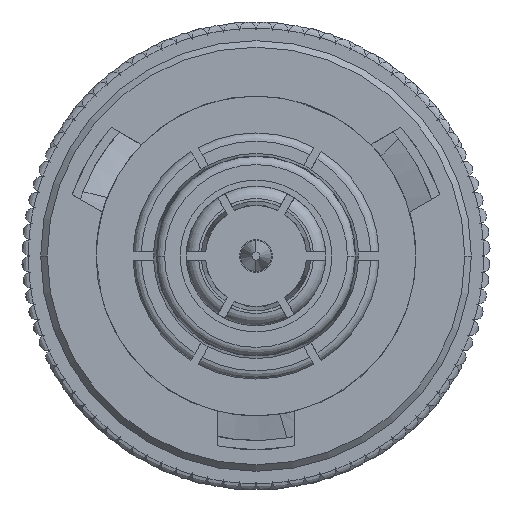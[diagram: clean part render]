
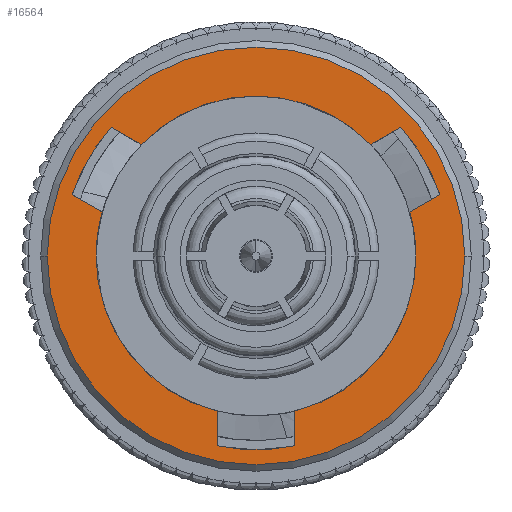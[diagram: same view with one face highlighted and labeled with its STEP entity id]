
A CAD part, left-side view. The second image highlights one B-rep face of the part: STEP entity #16564.
In plain terms, the highlighted face is planar.
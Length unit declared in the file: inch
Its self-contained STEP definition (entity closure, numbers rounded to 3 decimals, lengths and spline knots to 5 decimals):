
#398 = CARTESIAN_POINT ( 'NONE',  ( 0., -0.07456, -0.22414 ) ) ;
#1178 = ORIENTED_EDGE ( 'NONE', *, *, #19408, .F. ) ;
#1197 = VERTEX_POINT ( 'NONE', #30952 ) ;
#1364 = CARTESIAN_POINT ( 'NONE',  ( 0., 0., 0. ) ) ;
#1762 = CARTESIAN_POINT ( 'NONE',  ( 0., 0.18913, 0.0475 ) ) ;
#1813 = CARTESIAN_POINT ( 'NONE',  ( 0., -0.07456, 0.22414 ) ) ;
#2011 = AXIS2_PLACEMENT_3D ( 'NONE', #29111, #18750, #14132 ) ;
#2376 = EDGE_CURVE ( 'NONE', #30956, #22631, #18206, .T. ) ;
#2386 = DIRECTION ( 'NONE',  ( 1., 0., 0. ) ) ;
#2583 = LINE ( 'NONE', #22127, #10421 ) ;
#2749 = CARTESIAN_POINT ( 'NONE',  ( 0., 0., 0.2545 ) ) ;
#2787 = LINE ( 'NONE', #398, #29033 ) ;
#2821 = CARTESIAN_POINT ( 'NONE',  ( 0., -0.1357, -0.14004 ) ) ;
#3054 = VERTEX_POINT ( 'NONE', #2749 ) ;
#3332 = CARTESIAN_POINT ( 'NONE',  ( 0., 0., 0. ) ) ;
#4070 = DIRECTION ( 'NONE',  ( 0., 0.5, -0.866 ) ) ;
#4074 = CARTESIAN_POINT ( 'NONE',  ( 0., 0., 0. ) ) ;
#4119 = ORIENTED_EDGE ( 'NONE', *, *, #5228, .F. ) ;
#4375 = DIRECTION ( 'NONE',  ( 0., 0., 1. ) ) ;
#5228 = EDGE_CURVE ( 'NONE', #17346, #22631, #2583, .T. ) ;
#5353 = CIRCLE ( 'NONE', #13470, 0.2545 ) ;
#5568 = DIRECTION ( 'NONE',  ( 0., 0., 1. ) ) ;
#5577 = ORIENTED_EDGE ( 'NONE', *, *, #28796, .T. ) ;
#5704 = EDGE_CURVE ( 'NONE', #9527, #20510, #2787, .T. ) ;
#5706 = ORIENTED_EDGE ( 'NONE', *, *, #2376, .T. ) ;
#6153 = DIRECTION ( 'NONE',  ( -1., 0., 0. ) ) ;
#6228 = DIRECTION ( 'NONE',  ( 1., 0., 0. ) ) ;
#6523 = EDGE_CURVE ( 'NONE', #6652, #3054, #7094, .T. ) ;
#6652 = VERTEX_POINT ( 'NONE', #31295 ) ;
#6901 = CARTESIAN_POINT ( 'NONE',  ( 0., -0.15683, 0.17664 ) ) ;
#6942 = DIRECTION ( 'NONE',  ( -1., 0., 0. ) ) ;
#6972 = CIRCLE ( 'NONE', #25788, 0.23622 ) ;
#7066 = VERTEX_POINT ( 'NONE', #19591 ) ;
#7094 = CIRCLE ( 'NONE', #24903, 0.2545 ) ;
#7440 = LINE ( 'NONE', #16507, #10537 ) ;
#7559 = CIRCLE ( 'NONE', #10603, 0.195 ) ;
#7733 = EDGE_CURVE ( 'NONE', #7066, #20510, #25427, .T. ) ;
#7816 = CARTESIAN_POINT ( 'NONE',  ( 0., 0.18913, -0.0475 ) ) ;
#8371 = CIRCLE ( 'NONE', #16504, 0.23622 ) ;
#8428 = AXIS2_PLACEMENT_3D ( 'NONE', #3332, #29921, #5568 ) ;
#8834 = ORIENTED_EDGE ( 'NONE', *, *, #17685, .F. ) ;
#9302 = DIRECTION ( 'NONE',  ( 0., 0., 1. ) ) ;
#9527 = VERTEX_POINT ( 'NONE', #12534 ) ;
#10040 = AXIS2_PLACEMENT_3D ( 'NONE', #11261, #6942, #28138 ) ;
#10368 = DIRECTION ( 'NONE',  ( 0., 0., 1. ) ) ;
#10421 = VECTOR ( 'NONE', #21829, 39.37008 ) ;
#10537 = VECTOR ( 'NONE', #26251, 39.37008 ) ;
#10603 = AXIS2_PLACEMENT_3D ( 'NONE', #21965, #19543, #22109 ) ;
#10686 = EDGE_CURVE ( 'NONE', #22363, #7066, #28752, .T. ) ;
#11261 = CARTESIAN_POINT ( 'NONE',  ( 0., 0., 0. ) ) ;
#11391 = FACE_BOUND ( 'NONE', #24507, .T. ) ;
#11539 = CARTESIAN_POINT ( 'NONE',  ( 0., 0., 0. ) ) ;
#11577 = VERTEX_POINT ( 'NONE', #18929 ) ;
#11718 = CARTESIAN_POINT ( 'NONE',  ( 0., 0.195, 0. ) ) ;
#11981 = EDGE_CURVE ( 'NONE', #22363, #14461, #7440, .T. ) ;
#11993 = CARTESIAN_POINT ( 'NONE',  ( 0., -0.05343, 0.18754 ) ) ;
#12534 = CARTESIAN_POINT ( 'NONE',  ( 0., -0.07456, -0.22414 ) ) ;
#12561 = DIRECTION ( 'NONE',  ( 0., -0.5, 0.866 ) ) ;
#12683 = CARTESIAN_POINT ( 'NONE',  ( 0., 0., 0. ) ) ;
#13470 = AXIS2_PLACEMENT_3D ( 'NONE', #4074, #18372, #4375 ) ;
#13611 = CARTESIAN_POINT ( 'NONE',  ( 0., -0.15683, 0.17664 ) ) ;
#13658 = VERTEX_POINT ( 'NONE', #2821 ) ;
#14132 = DIRECTION ( 'NONE',  ( 0., 0., 1. ) ) ;
#14244 = CARTESIAN_POINT ( 'NONE',  ( 0., -0.05343, -0.18754 ) ) ;
#14303 = LINE ( 'NONE', #18587, #19163 ) ;
#14461 = VERTEX_POINT ( 'NONE', #20492 ) ;
#14622 = ORIENTED_EDGE ( 'NONE', *, *, #27646, .F. ) ;
#14787 = ORIENTED_EDGE ( 'NONE', *, *, #11981, .F. ) ;
#16469 = PLANE ( 'NONE',  #29818 ) ;
#16504 = AXIS2_PLACEMENT_3D ( 'NONE', #12683, #26539, #29563 ) ;
#16507 = CARTESIAN_POINT ( 'NONE',  ( 0., 0.2314, -0.0475 ) ) ;
#16564 = ADVANCED_FACE ( 'NONE', ( #31006, #11391 ), #16469, .F. ) ;
#16595 = AXIS2_PLACEMENT_3D ( 'NONE', #29804, #6228, #10368 ) ;
#17346 = VERTEX_POINT ( 'NONE', #31226 ) ;
#17566 = EDGE_CURVE ( 'NONE', #13658, #11577, #14303, .T. ) ;
#17685 = EDGE_CURVE ( 'NONE', #11577, #9527, #6972, .T. ) ;
#17927 = EDGE_CURVE ( 'NONE', #13658, #1197, #18660, .T. ) ;
#18206 = CIRCLE ( 'NONE', #24322, 0.195 ) ;
#18372 = DIRECTION ( 'NONE',  ( -1., 0., 0. ) ) ;
#18587 = CARTESIAN_POINT ( 'NONE',  ( 0., -0.15683, -0.17664 ) ) ;
#18660 = CIRCLE ( 'NONE', #10040, 0.195 ) ;
#18750 = DIRECTION ( 'NONE',  ( -1., 0., 0. ) ) ;
#18929 = CARTESIAN_POINT ( 'NONE',  ( 0., -0.15683, -0.17664 ) ) ;
#19050 = DIRECTION ( 'NONE',  ( 0., -0.5, -0.866 ) ) ;
#19163 = VECTOR ( 'NONE', #19050, 39.37008 ) ;
#19174 = EDGE_CURVE ( 'NONE', #29799, #28221, #8371, .T. ) ;
#19408 = EDGE_CURVE ( 'NONE', #3054, #6652, #5353, .T. ) ;
#19428 = ORIENTED_EDGE ( 'NONE', *, *, #10686, .T. ) ;
#19543 = DIRECTION ( 'NONE',  ( -1., 0., 0. ) ) ;
#19591 = CARTESIAN_POINT ( 'NONE',  ( 0., 0., -0.195 ) ) ;
#20492 = CARTESIAN_POINT ( 'NONE',  ( 0., 0.2314, -0.0475 ) ) ;
#20510 = VERTEX_POINT ( 'NONE', #14244 ) ;
#20711 = VECTOR ( 'NONE', #12561, 39.37008 ) ;
#21689 = ORIENTED_EDGE ( 'NONE', *, *, #7733, .T. ) ;
#21712 = CIRCLE ( 'NONE', #16595, 0.23622 ) ;
#21815 = LINE ( 'NONE', #24182, #20711 ) ;
#21829 = DIRECTION ( 'NONE',  ( 0., -1., 0. ) ) ;
#21965 = CARTESIAN_POINT ( 'NONE',  ( 0., 0., 0. ) ) ;
#22109 = DIRECTION ( 'NONE',  ( 0., 0., 1. ) ) ;
#22127 = CARTESIAN_POINT ( 'NONE',  ( 0., 0.2314, 0.0475 ) ) ;
#22133 = ORIENTED_EDGE ( 'NONE', *, *, #19174, .F. ) ;
#22363 = VERTEX_POINT ( 'NONE', #7816 ) ;
#22496 = EDGE_CURVE ( 'NONE', #14461, #17346, #21712, .T. ) ;
#22631 = VERTEX_POINT ( 'NONE', #1762 ) ;
#22805 = EDGE_CURVE ( 'NONE', #26793, #29799, #21815, .T. ) ;
#23041 = ORIENTED_EDGE ( 'NONE', *, *, #5704, .F. ) ;
#23238 = ORIENTED_EDGE ( 'NONE', *, *, #17927, .T. ) ;
#23495 = DIRECTION ( 'NONE',  ( -1., 0., 0. ) ) ;
#23887 = ORIENTED_EDGE ( 'NONE', *, *, #17566, .F. ) ;
#24107 = ORIENTED_EDGE ( 'NONE', *, *, #22805, .F. ) ;
#24182 = CARTESIAN_POINT ( 'NONE',  ( 0., -0.07456, 0.22414 ) ) ;
#24240 = CARTESIAN_POINT ( 'NONE',  ( 0., 0., 0.195 ) ) ;
#24322 = AXIS2_PLACEMENT_3D ( 'NONE', #1364, #25886, #30817 ) ;
#24507 = EDGE_LOOP ( 'NONE', ( #19428, #21689, #23041, #8834, #23887, #23238, #14622, #22133, #24107, #5577, #5706, #4119, #25717, #14787 ) ) ;
#24903 = AXIS2_PLACEMENT_3D ( 'NONE', #11539, #6153, #30993 ) ;
#25427 = CIRCLE ( 'NONE', #2011, 0.195 ) ;
#25717 = ORIENTED_EDGE ( 'NONE', *, *, #22496, .F. ) ;
#25788 = AXIS2_PLACEMENT_3D ( 'NONE', #26892, #2386, #26567 ) ;
#25886 = DIRECTION ( 'NONE',  ( -1., 0., 0. ) ) ;
#26251 = DIRECTION ( 'NONE',  ( 0., 1., 0. ) ) ;
#26539 = DIRECTION ( 'NONE',  ( 1., 0., 0. ) ) ;
#26567 = DIRECTION ( 'NONE',  ( 0., 0., 1. ) ) ;
#26793 = VERTEX_POINT ( 'NONE', #11993 ) ;
#26892 = CARTESIAN_POINT ( 'NONE',  ( 0., 0., 0. ) ) ;
#26982 = DIRECTION ( 'NONE',  ( 0., 0.5, 0.866 ) ) ;
#27646 = EDGE_CURVE ( 'NONE', #28221, #1197, #27796, .T. ) ;
#27796 = LINE ( 'NONE', #6901, #29968 ) ;
#28138 = DIRECTION ( 'NONE',  ( 0., 0., 1. ) ) ;
#28221 = VERTEX_POINT ( 'NONE', #13611 ) ;
#28425 = EDGE_LOOP ( 'NONE', ( #1178, #30788 ) ) ;
#28752 = CIRCLE ( 'NONE', #8428, 0.195 ) ;
#28796 = EDGE_CURVE ( 'NONE', #26793, #30956, #7559, .T. ) ;
#29033 = VECTOR ( 'NONE', #26982, 39.37008 ) ;
#29111 = CARTESIAN_POINT ( 'NONE',  ( 0., 0., 0. ) ) ;
#29563 = DIRECTION ( 'NONE',  ( 0., 0., 1. ) ) ;
#29799 = VERTEX_POINT ( 'NONE', #1813 ) ;
#29804 = CARTESIAN_POINT ( 'NONE',  ( 0., 0., 0. ) ) ;
#29818 = AXIS2_PLACEMENT_3D ( 'NONE', #11718, #23495, #9302 ) ;
#29921 = DIRECTION ( 'NONE',  ( -1., 0., 0. ) ) ;
#29968 = VECTOR ( 'NONE', #4070, 39.37008 ) ;
#30788 = ORIENTED_EDGE ( 'NONE', *, *, #6523, .F. ) ;
#30817 = DIRECTION ( 'NONE',  ( 0., 0., 1. ) ) ;
#30952 = CARTESIAN_POINT ( 'NONE',  ( 0., -0.1357, 0.14004 ) ) ;
#30956 = VERTEX_POINT ( 'NONE', #24240 ) ;
#30993 = DIRECTION ( 'NONE',  ( 0., 0., 1. ) ) ;
#31006 = FACE_OUTER_BOUND ( 'NONE', #28425, .T. ) ;
#31226 = CARTESIAN_POINT ( 'NONE',  ( 0., 0.2314, 0.0475 ) ) ;
#31295 = CARTESIAN_POINT ( 'NONE',  ( 0., 0., -0.2545 ) ) ;
